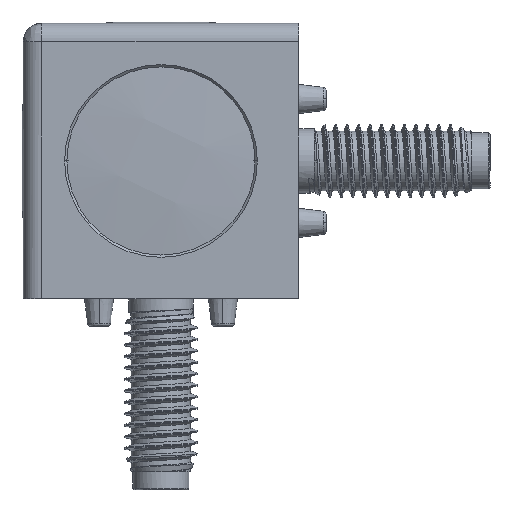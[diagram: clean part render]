
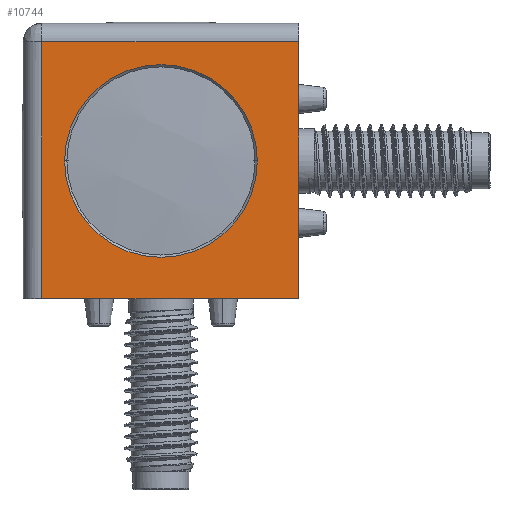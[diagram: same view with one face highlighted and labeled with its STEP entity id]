
A CAD part, front view. The second image highlights one B-rep face of the part: STEP entity #10744.
In plain terms, the highlighted planar face has unit normal (0, -1, 0).
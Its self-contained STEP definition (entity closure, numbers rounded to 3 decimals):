
#43 = CARTESIAN_POINT ( 'NONE',  ( 0., -15., 0. ) ) ;
#117 = FACE_OUTER_BOUND ( 'NONE', #3275, .T. ) ;
#825 = CIRCLE ( 'NONE', #19565, 10.5 ) ;
#851 = ORIENTED_EDGE ( 'NONE', *, *, #13779, .F. ) ;
#1791 = EDGE_CURVE ( 'NONE', #17279, #16471, #16071, .T. ) ;
#1866 = VECTOR ( 'NONE', #2872, 1000. ) ;
#2120 = DIRECTION ( 'NONE',  ( 1., 0., 0. ) ) ;
#2608 = CARTESIAN_POINT ( 'NONE',  ( 15., -15., 15. ) ) ;
#2872 = DIRECTION ( 'NONE',  ( 1., 0., 0. ) ) ;
#3013 = ORIENTED_EDGE ( 'NONE', *, *, #1791, .F. ) ;
#3209 = CARTESIAN_POINT ( 'NONE',  ( -10.5, -15., 0. ) ) ;
#3275 = EDGE_LOOP ( 'NONE', ( #3013, #10774, #10593, #16876 ) ) ;
#3690 = VECTOR ( 'NONE', #12889, 1000. ) ;
#4164 = DIRECTION ( 'NONE',  ( 0., 0., 1. ) ) ;
#4706 = PLANE ( 'NONE',  #6294 ) ;
#4757 = LINE ( 'NONE', #25361, #9606 ) ;
#6172 = CARTESIAN_POINT ( 'NONE',  ( -13., -15., 15. ) ) ;
#6294 = AXIS2_PLACEMENT_3D ( 'NONE', #23128, #19140, #6812 ) ;
#6500 = CIRCLE ( 'NONE', #14175, 10.5 ) ;
#6812 = DIRECTION ( 'NONE',  ( 0., 0., 1. ) ) ;
#7027 = EDGE_CURVE ( 'NONE', #13312, #7699, #4757, .T. ) ;
#7479 = CARTESIAN_POINT ( 'NONE',  ( 0., -15., 0. ) ) ;
#7699 = VERTEX_POINT ( 'NONE', #25416 ) ;
#8177 = CARTESIAN_POINT ( 'NONE',  ( 15., -15., 13. ) ) ;
#8721 = ORIENTED_EDGE ( 'NONE', *, *, #9013, .F. ) ;
#8986 = CARTESIAN_POINT ( 'NONE',  ( 10.5, -15., 0. ) ) ;
#9013 = EDGE_CURVE ( 'NONE', #10305, #11525, #825, .T. ) ;
#9524 = DIRECTION ( 'NONE',  ( 1., 0., 0. ) ) ;
#9606 = VECTOR ( 'NONE', #21329, 1000. ) ;
#10305 = VERTEX_POINT ( 'NONE', #3209 ) ;
#10593 = ORIENTED_EDGE ( 'NONE', *, *, #7027, .T. ) ;
#10744 = ADVANCED_FACE ( 'NONE', ( #117, #15929 ), #4706, .F. ) ;
#10774 = ORIENTED_EDGE ( 'NONE', *, *, #18645, .F. ) ;
#11525 = VERTEX_POINT ( 'NONE', #8986 ) ;
#11794 = CARTESIAN_POINT ( 'NONE',  ( -13., -15., 13. ) ) ;
#12889 = DIRECTION ( 'NONE',  ( 0., 0., 1. ) ) ;
#13312 = VERTEX_POINT ( 'NONE', #21309 ) ;
#13779 = EDGE_CURVE ( 'NONE', #11525, #10305, #6500, .T. ) ;
#14175 = AXIS2_PLACEMENT_3D ( 'NONE', #7479, #21906, #9524 ) ;
#14464 = DIRECTION ( 'NONE',  ( 0., -1., 0. ) ) ;
#14639 = LINE ( 'NONE', #2608, #3690 ) ;
#15209 = CARTESIAN_POINT ( 'NONE',  ( -15., -15., 13. ) ) ;
#15929 = FACE_BOUND ( 'NONE', #24237, .T. ) ;
#16028 = LINE ( 'NONE', #6172, #26345 ) ;
#16071 = LINE ( 'NONE', #15209, #1866 ) ;
#16471 = VERTEX_POINT ( 'NONE', #8177 ) ;
#16876 = ORIENTED_EDGE ( 'NONE', *, *, #21527, .T. ) ;
#17279 = VERTEX_POINT ( 'NONE', #11794 ) ;
#18645 = EDGE_CURVE ( 'NONE', #13312, #17279, #16028, .T. ) ;
#19140 = DIRECTION ( 'NONE',  ( 0., 1., 0. ) ) ;
#19565 = AXIS2_PLACEMENT_3D ( 'NONE', #43, #14464, #2120 ) ;
#21309 = CARTESIAN_POINT ( 'NONE',  ( -13., -15., -15. ) ) ;
#21329 = DIRECTION ( 'NONE',  ( 1., 0., 0. ) ) ;
#21527 = EDGE_CURVE ( 'NONE', #7699, #16471, #14639, .T. ) ;
#21906 = DIRECTION ( 'NONE',  ( 0., -1., 0. ) ) ;
#23128 = CARTESIAN_POINT ( 'NONE',  ( -15., -15., 15. ) ) ;
#24237 = EDGE_LOOP ( 'NONE', ( #851, #8721 ) ) ;
#25361 = CARTESIAN_POINT ( 'NONE',  ( -15., -15., -15. ) ) ;
#25416 = CARTESIAN_POINT ( 'NONE',  ( 15., -15., -15. ) ) ;
#26345 = VECTOR ( 'NONE', #4164, 1000. ) ;
